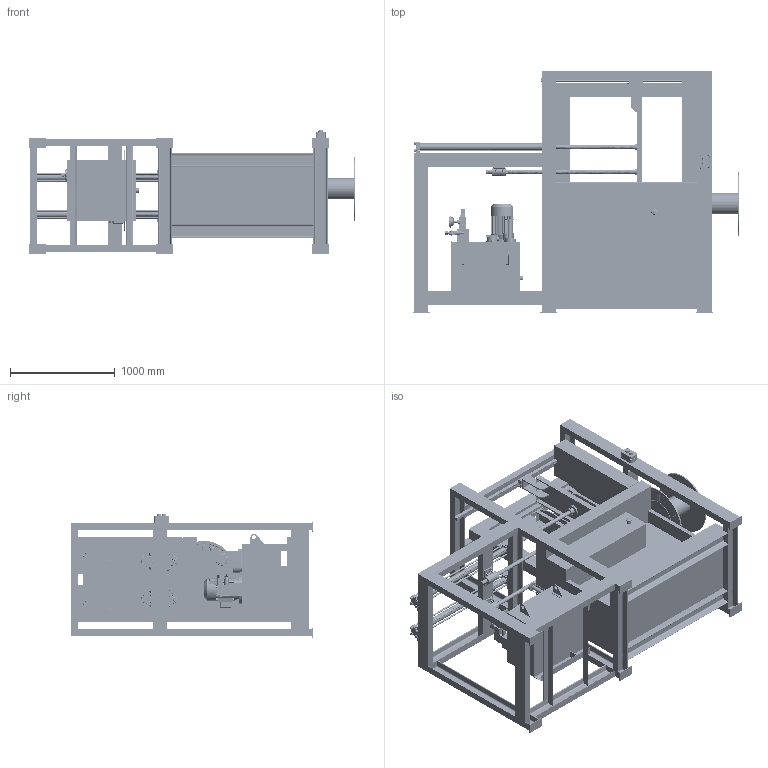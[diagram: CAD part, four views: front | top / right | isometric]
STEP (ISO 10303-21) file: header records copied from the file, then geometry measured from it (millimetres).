
FILE_DESCRIPTION(('FreeCAD Model'),'2;1');
FILE_NAME('Open CASCADE Shape Model','2025-04-30T19:35:51',('FreeCAD'),( 'FreeCAD'),'Open CASCADE STEP processor 7.6','FreeCAD','Unknown');
FILE_SCHEMA(('AUTOMOTIVE_DESIGN { 1 0 10303 214 1 1 1 1 }'));
Products named in the file (1): Open CASCADE STEP translator 7.6 1
Bounding box: 3113.5 x 2303.04 x 1180.56 mm (x, y, z)
Volume: 1085157829.1 mm3; surface area: 42567823.3 mm2
Topology: 174 solids, 174 shells, 6610 faces, 16518 edges, 10664 vertices
Faces by surface type: bspline 6610
Entity records: 262780 total; most frequent: CARTESIAN_POINT 166632, ORIENTED_EDGE 32960, EDGE_CURVE 16480, VERTEX_POINT 10664, B_SPLINE_CURVE_WITH_KNOTS 10019, FACE_BOUND 7637, EDGE_LOOP 7635, ADVANCED_FACE 6610
